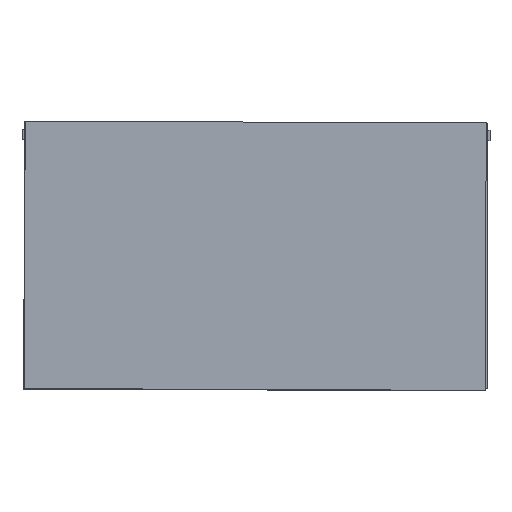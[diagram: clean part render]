
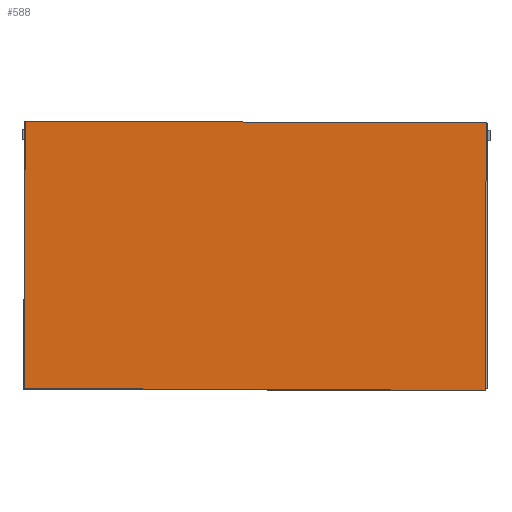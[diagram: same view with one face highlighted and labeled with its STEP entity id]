
A CAD part, top view. The second image highlights one B-rep face of the part: STEP entity #588.
In plain terms, the highlighted face is planar.
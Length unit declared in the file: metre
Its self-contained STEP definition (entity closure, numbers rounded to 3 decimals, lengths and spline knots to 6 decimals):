
#75=LINE('',#922,#147);
#79=LINE('',#930,#151);
#82=LINE('',#936,#154);
#84=LINE('',#939,#156);
#147=VECTOR('',#761,1.);
#151=VECTOR('',#767,1.);
#154=VECTOR('',#772,1.);
#156=VECTOR('',#776,1.);
#273=ORIENTED_EDGE('',*,*,#369,.F.);
#274=ORIENTED_EDGE('',*,*,#373,.T.);
#275=ORIENTED_EDGE('',*,*,#376,.T.);
#276=ORIENTED_EDGE('',*,*,#378,.F.);
#369=EDGE_CURVE('',#431,#432,#75,.T.);
#373=EDGE_CURVE('',#431,#434,#79,.T.);
#376=EDGE_CURVE('',#434,#436,#82,.T.);
#378=EDGE_CURVE('',#432,#436,#84,.T.);
#431=VERTEX_POINT('',#921);
#432=VERTEX_POINT('',#923);
#434=VERTEX_POINT('',#929);
#436=VERTEX_POINT('',#935);
#481=EDGE_LOOP('',(#273,#274,#275,#276));
#521=FACE_BOUND('',#481,.T.);
#555=PLANE('',#663);
#588=ADVANCED_FACE('',(#521),#555,.T.);
#663=AXIS2_PLACEMENT_3D('',#940,#777,#778);
#761=DIRECTION('',(0.,-1.,0.));
#767=DIRECTION('',(0.,0.,1.));
#772=DIRECTION('',(0.,-1.,0.));
#776=DIRECTION('',(0.,0.,1.));
#777=DIRECTION('',(1.,0.,0.));
#778=DIRECTION('',(0.,1.,0.));
#921=CARTESIAN_POINT('',(0.00508,0.0254,-0.058896));
#922=CARTESIAN_POINT('',(0.00508,0.,-0.058896));
#923=CARTESIAN_POINT('',(0.00508,-0.0254,-0.058896));
#929=CARTESIAN_POINT('',(0.00508,0.0254,-0.029432));
#930=CARTESIAN_POINT('',(0.00508,0.0254,-0.044164));
#935=CARTESIAN_POINT('',(0.00508,-0.0254,-0.029432));
#936=CARTESIAN_POINT('',(0.00508,0.,-0.029432));
#939=CARTESIAN_POINT('',(0.00508,-0.0254,-0.044164));
#940=CARTESIAN_POINT('',(0.00508,0.,-0.044164));
